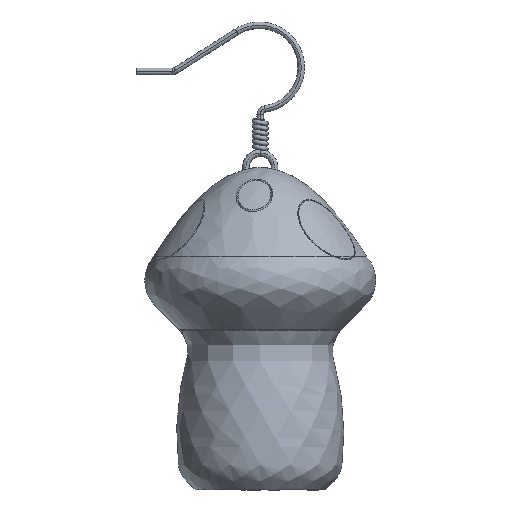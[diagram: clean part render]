
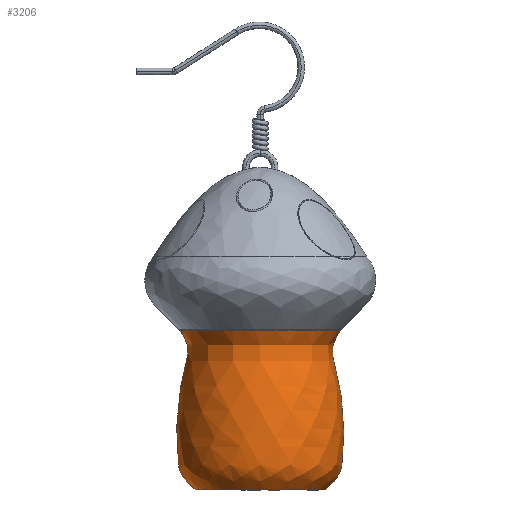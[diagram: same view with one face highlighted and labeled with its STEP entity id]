
A CAD part, left-side view. The second image highlights one B-rep face of the part: STEP entity #3206.
In plain terms, the highlighted free-form (B-spline) face has degree [2, 2] with [12, 5] control points.
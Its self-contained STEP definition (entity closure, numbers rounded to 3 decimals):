
#2909 = VERTEX_POINT('',#2910);
#2910 = CARTESIAN_POINT('',(0.,7.614,-37.716));
#2916 = VERTEX_POINT('',#2917);
#2917 = CARTESIAN_POINT('',(0.,-7.614,-37.716));
#2945 = EDGE_CURVE('',#2909,#2946,#2948,.T.);
#2946 = VERTEX_POINT('',#2947);
#2947 = CARTESIAN_POINT('',(0.,9.399,-19.062));
#2948 = ( BOUNDED_CURVE() B_SPLINE_CURVE(2,(#2949,#2950,#2951,#2952,
    #2953,#2954,#2955,#2956,#2957,#2958,#2959,#2960,#2961),
.UNSPECIFIED.,.F.,.F.) B_SPLINE_CURVE_WITH_KNOTS((3,2,2,2,2,2,3),(
    5.917,7.177,8.874,8.926,
    18.639,18.704,21.575),.UNSPECIFIED.) 
CURVE() GEOMETRIC_REPRESENTATION_ITEM() RATIONAL_B_SPLINE_CURVE((1.,1.,
    1.,0.946,0.997,0.997,
    0.997,1.027,1.099,1.097,
1.095,0.919,1.)) REPRESENTATION_ITEM('') );
#2949 = CARTESIAN_POINT('',(0.,7.614,-37.716));
#2950 = CARTESIAN_POINT('',(0.,8.107,-37.223));
#2951 = CARTESIAN_POINT('',(0.,8.6,-36.73));
#2952 = CARTESIAN_POINT('',(0.,9.401,-35.93));
#2953 = CARTESIAN_POINT('',(0.,9.555,-34.808));
#2954 = CARTESIAN_POINT('',(0.,9.559,-34.774));
#2955 = CARTESIAN_POINT('',(0.,9.563,-34.739));
#2956 = CARTESIAN_POINT('',(0.,10.276,-28.604));
#2957 = CARTESIAN_POINT('',(0.,8.621,-22.653));
#2958 = CARTESIAN_POINT('',(0.,8.609,-22.612));
#2959 = CARTESIAN_POINT('',(0.,8.597,-22.571));
#2960 = CARTESIAN_POINT('',(0.,8.042,-20.598));
#2961 = CARTESIAN_POINT('',(0.,9.399,-19.062));
#2964 = VERTEX_POINT('',#2965);
#2965 = CARTESIAN_POINT('',(0.,-9.399,-19.062));
#2973 = EDGE_CURVE('',#2964,#2916,#2974,.T.);
#2974 = ( BOUNDED_CURVE() B_SPLINE_CURVE(2,(#2975,#2976,#2977,#2978,
    #2979,#2980,#2981,#2982,#2983,#2984,#2985,#2986,#2987),
.UNSPECIFIED.,.F.,.F.) B_SPLINE_CURVE_WITH_KNOTS((3,2,2,2,2,2,3),(
    -21.575,-18.704,-18.639,-8.926,
-8.874,-7.177,-5.917),.UNSPECIFIED.) CURVE() 
GEOMETRIC_REPRESENTATION_ITEM() RATIONAL_B_SPLINE_CURVE((1.,
    0.919,1.095,1.097,1.099,
    1.027,0.997,0.997,0.997,
0.946,1.,1.,1.)) REPRESENTATION_ITEM('') );
#2975 = CARTESIAN_POINT('',(0.,-9.399,-19.062));
#2976 = CARTESIAN_POINT('',(0.,-8.042,-20.598));
#2977 = CARTESIAN_POINT('',(0.,-8.597,-22.571));
#2978 = CARTESIAN_POINT('',(0.,-8.609,-22.612));
#2979 = CARTESIAN_POINT('',(0.,-8.621,-22.653));
#2980 = CARTESIAN_POINT('',(0.,-10.276,-28.604));
#2981 = CARTESIAN_POINT('',(0.,-9.563,-34.739));
#2982 = CARTESIAN_POINT('',(0.,-9.559,-34.774));
#2983 = CARTESIAN_POINT('',(0.,-9.555,-34.808));
#2984 = CARTESIAN_POINT('',(0.,-9.401,-35.93));
#2985 = CARTESIAN_POINT('',(0.,-8.6,-36.73));
#2986 = CARTESIAN_POINT('',(0.,-8.107,-37.223));
#2987 = CARTESIAN_POINT('',(0.,-7.614,-37.716));
#3187 = EDGE_CURVE('',#2916,#2909,#3188,.T.);
#3188 = ( BOUNDED_CURVE() B_SPLINE_CURVE(2,(#3189,#3190,#3191,#3192,
#3193),.UNSPECIFIED.,.F.,.F.) B_SPLINE_CURVE_WITH_KNOTS((3,2,3),(
    23.859,35.788,47.718),
.PIECEWISE_BEZIER_KNOTS.) CURVE() GEOMETRIC_REPRESENTATION_ITEM() 
RATIONAL_B_SPLINE_CURVE((1.,0.707,1.,0.707,1.)) 
REPRESENTATION_ITEM('') );
#3189 = CARTESIAN_POINT('',(0.,-7.614,-37.716));
#3190 = CARTESIAN_POINT('',(-7.614,-7.614,
    -37.716));
#3191 = CARTESIAN_POINT('',(-7.614,0.,
    -37.716));
#3192 = CARTESIAN_POINT('',(-7.614,7.614,
    -37.716));
#3193 = CARTESIAN_POINT('',(0.,7.614,-37.716));
#3206 = ADVANCED_FACE('',(#3207),#3220,.T.);
#3207 = FACE_BOUND('',#3208,.T.);
#3208 = EDGE_LOOP('',(#3209,#3210,#3218,#3219));
#3209 = ORIENTED_EDGE('',*,*,#2973,.F.);
#3210 = ORIENTED_EDGE('',*,*,#3211,.T.);
#3211 = EDGE_CURVE('',#2964,#2946,#3212,.T.);
#3212 = ( BOUNDED_CURVE() B_SPLINE_CURVE(2,(#3213,#3214,#3215,#3216,
#3217),.UNSPECIFIED.,.F.,.F.) B_SPLINE_CURVE_WITH_KNOTS((3,2,3),(
    23.859,35.788,47.718),
.PIECEWISE_BEZIER_KNOTS.) CURVE() GEOMETRIC_REPRESENTATION_ITEM() 
RATIONAL_B_SPLINE_CURVE((1.,0.707,1.,0.707,1.)) 
REPRESENTATION_ITEM('') );
#3213 = CARTESIAN_POINT('',(0.,-9.399,-19.062));
#3214 = CARTESIAN_POINT('',(-9.399,-9.399,
    -19.062));
#3215 = CARTESIAN_POINT('',(-9.399,0.,
    -19.062));
#3216 = CARTESIAN_POINT('',(-9.399,9.399,
    -19.062));
#3217 = CARTESIAN_POINT('',(0.,9.399,-19.062));
#3218 = ORIENTED_EDGE('',*,*,#2945,.F.);
#3219 = ORIENTED_EDGE('',*,*,#3187,.F.);
#3220 = ( BOUNDED_SURFACE() B_SPLINE_SURFACE(2,2,(
    (#3221,#3222,#3223,#3224,#3225)
    ,(#3226,#3227,#3228,#3229,#3230)
    ,(#3231,#3232,#3233,#3234,#3235)
    ,(#3236,#3237,#3238,#3239,#3240)
    ,(#3241,#3242,#3243,#3244,#3245)
    ,(#3246,#3247,#3248,#3249,#3250)
    ,(#3251,#3252,#3253,#3254,#3255)
    ,(#3256,#3257,#3258,#3259,#3260)
    ,(#3261,#3262,#3263,#3264,#3265)
    ,(#3266,#3267,#3268,#3269,#3270)
    ,(#3271,#3272,#3273,#3274,#3275)
    ,(#3276,#3277,#3278,#3279,#3280
)),.UNSPECIFIED.,.F.,.F.,.F.) B_SPLINE_SURFACE_WITH_KNOTS((3,2,1,2,1,2,1
    ,3),(3,2,3),(5.917,7.177,7.177,
    8.874,8.926,18.639,18.704,
    21.575),(23.859,35.788,47.718),
.UNSPECIFIED.) GEOMETRIC_REPRESENTATION_ITEM() RATIONAL_B_SPLINE_SURFACE
((
    (1.,0.707,1.,0.707,1.)
    ,(1.,0.707,1.,0.707,1.)
    ,(1.,0.707,1.,0.707,1.)
    ,(1.,0.707,1.,0.707
      ,1.)
    ,(0.946,0.669,0.946,0.669
      ,0.946)
    ,(0.997,0.705,0.997,0.705
      ,0.997)
    ,(0.997,0.705,0.997,0.705
      ,0.997)
    ,(1.027,0.726,1.027,0.726
      ,1.027)
    ,(1.099,0.777,1.099,0.777
      ,1.099)
    ,(1.097,0.776,1.097,0.776,1.097)
    ,(0.997,0.705,0.997,0.705
      ,0.997)
    ,(1.177,0.832,1.177,0.832
,1.177))) REPRESENTATION_ITEM('') SURFACE() );
#3221 = CARTESIAN_POINT('',(0.,-7.614,-37.716));
#3222 = CARTESIAN_POINT('',(-7.614,-7.614,
    -37.716));
#3223 = CARTESIAN_POINT('',(-7.614,0.,
    -37.716));
#3224 = CARTESIAN_POINT('',(-7.614,7.614,
    -37.716));
#3225 = CARTESIAN_POINT('',(0.,7.614,
    -37.716));
#3226 = CARTESIAN_POINT('',(0.,-8.107,-37.223));
#3227 = CARTESIAN_POINT('',(-8.107,-8.107,
    -37.223));
#3228 = CARTESIAN_POINT('',(-8.107,0.,
    -37.223));
#3229 = CARTESIAN_POINT('',(-8.107,8.107,
    -37.223));
#3230 = CARTESIAN_POINT('',(0.,8.107,
    -37.223));
#3231 = CARTESIAN_POINT('',(0.,-8.6,-36.73));
#3232 = CARTESIAN_POINT('',(-8.6,-8.6,
    -36.73));
#3233 = CARTESIAN_POINT('',(-8.6,0.,
    -36.73));
#3234 = CARTESIAN_POINT('',(-8.6,8.6,
    -36.73));
#3235 = CARTESIAN_POINT('',(0.,8.6,
    -36.73));
#3236 = CARTESIAN_POINT('',(0.,-8.6,-36.73));
#3237 = CARTESIAN_POINT('',(-8.6,-8.6,
    -36.73));
#3238 = CARTESIAN_POINT('',(-8.6,0.,
    -36.73));
#3239 = CARTESIAN_POINT('',(-8.6,8.6,
    -36.73));
#3240 = CARTESIAN_POINT('',(0.,8.6,
    -36.73));
#3241 = CARTESIAN_POINT('',(0.,-9.401,-35.93));
#3242 = CARTESIAN_POINT('',(-9.401,-9.401,
    -35.93));
#3243 = CARTESIAN_POINT('',(-9.401,0.,
    -35.93));
#3244 = CARTESIAN_POINT('',(-9.401,9.401,
    -35.93));
#3245 = CARTESIAN_POINT('',(0.,9.401,
    -35.93));
#3246 = CARTESIAN_POINT('',(0.,-9.555,-34.808));
#3247 = CARTESIAN_POINT('',(-9.555,-9.555,
    -34.808));
#3248 = CARTESIAN_POINT('',(-9.555,0.,
    -34.808));
#3249 = CARTESIAN_POINT('',(-9.555,9.555,
    -34.808));
#3250 = CARTESIAN_POINT('',(0.,9.555,
    -34.808));
#3251 = CARTESIAN_POINT('',(0.,-9.559,-34.774));
#3252 = CARTESIAN_POINT('',(-9.559,-9.559,
    -34.774));
#3253 = CARTESIAN_POINT('',(-9.559,0.,
    -34.774));
#3254 = CARTESIAN_POINT('',(-9.559,9.559,-34.774
    ));
#3255 = CARTESIAN_POINT('',(0.,9.559,
    -34.774));
#3256 = CARTESIAN_POINT('',(0.,-10.276,-28.604));
#3257 = CARTESIAN_POINT('',(-10.276,-10.276,
    -28.604));
#3258 = CARTESIAN_POINT('',(-10.276,0.,
    -28.604));
#3259 = CARTESIAN_POINT('',(-10.276,10.276,
    -28.604));
#3260 = CARTESIAN_POINT('',(0.,10.276,
    -28.604));
#3261 = CARTESIAN_POINT('',(0.,-8.621,-22.653));
#3262 = CARTESIAN_POINT('',(-8.621,-8.621,
    -22.653));
#3263 = CARTESIAN_POINT('',(-8.621,0.,
    -22.653));
#3264 = CARTESIAN_POINT('',(-8.621,8.621,
    -22.653));
#3265 = CARTESIAN_POINT('',(0.,8.621,
    -22.653));
#3266 = CARTESIAN_POINT('',(0.,-8.609,-22.612));
#3267 = CARTESIAN_POINT('',(-8.609,-8.609,
    -22.612));
#3268 = CARTESIAN_POINT('',(-8.609,0.,
    -22.612));
#3269 = CARTESIAN_POINT('',(-8.609,8.609,
    -22.612));
#3270 = CARTESIAN_POINT('',(0.,8.609,
    -22.612));
#3271 = CARTESIAN_POINT('',(0.,-8.042,-20.598));
#3272 = CARTESIAN_POINT('',(-8.042,-8.042,
    -20.598));
#3273 = CARTESIAN_POINT('',(-8.042,0.,
    -20.598));
#3274 = CARTESIAN_POINT('',(-8.042,8.042,
    -20.598));
#3275 = CARTESIAN_POINT('',(0.,8.042,
    -20.598));
#3276 = CARTESIAN_POINT('',(0.,-9.399,-19.062));
#3277 = CARTESIAN_POINT('',(-9.399,-9.399,
    -19.062));
#3278 = CARTESIAN_POINT('',(-9.399,0.,
    -19.062));
#3279 = CARTESIAN_POINT('',(-9.399,9.399,
    -19.062));
#3280 = CARTESIAN_POINT('',(0.,9.399,
    -19.062));
